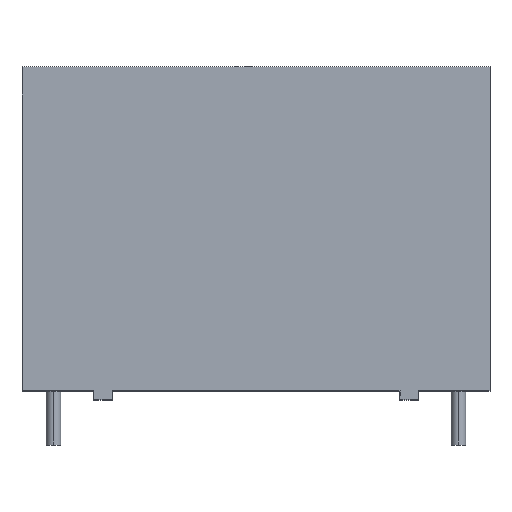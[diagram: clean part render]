
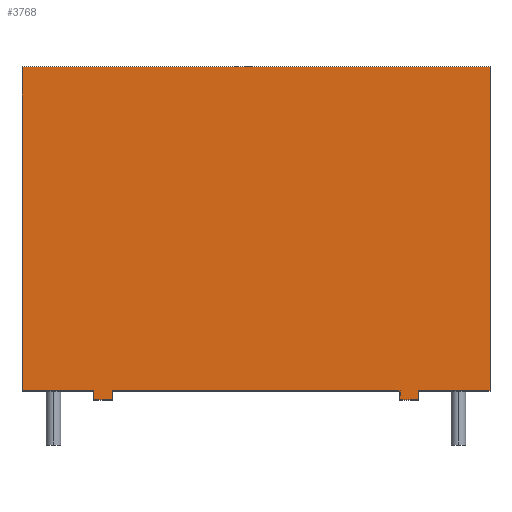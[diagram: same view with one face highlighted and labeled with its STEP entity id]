
A CAD part, top view. The second image highlights one B-rep face of the part: STEP entity #3768.
In plain terms, the highlighted planar face has unit normal (0, 0, 1).
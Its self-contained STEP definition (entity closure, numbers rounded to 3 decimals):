
#179 = ORIENTED_EDGE ( 'NONE', *, *, #3808, .F. ) ;
#654 = CARTESIAN_POINT ( 'NONE',  ( -8., 0., 5. ) ) ;
#657 = CARTESIAN_POINT ( 'NONE',  ( 9., 0.5, 5. ) ) ;
#660 = CARTESIAN_POINT ( 'NONE',  ( -9., 0., 5. ) ) ;
#662 = CARTESIAN_POINT ( 'NONE',  ( 13., 0.5, 5. ) ) ;
#663 = CARTESIAN_POINT ( 'NONE',  ( -13., 0.5, 5. ) ) ;
#664 = CARTESIAN_POINT ( 'NONE',  ( 8., 0.5, 5. ) ) ;
#666 = CARTESIAN_POINT ( 'NONE',  ( 13., 18.5, 5. ) ) ;
#668 = CARTESIAN_POINT ( 'NONE',  ( -8., 0.5, 5. ) ) ;
#669 = CARTESIAN_POINT ( 'NONE',  ( 8., 0., 5. ) ) ;
#671 = CARTESIAN_POINT ( 'NONE',  ( 9., 0., 5. ) ) ;
#677 = CARTESIAN_POINT ( 'NONE',  ( -13., 18.5, 5. ) ) ;
#705 = VERTEX_POINT ( 'NONE', #5199 ) ;
#711 = VERTEX_POINT ( 'NONE', #677 ) ;
#715 = VERTEX_POINT ( 'NONE', #671 ) ;
#717 = VERTEX_POINT ( 'NONE', #669 ) ;
#720 = VERTEX_POINT ( 'NONE', #666 ) ;
#722 = VERTEX_POINT ( 'NONE', #664 ) ;
#723 = VERTEX_POINT ( 'NONE', #663 ) ;
#724 = VERTEX_POINT ( 'NONE', #662 ) ;
#726 = VERTEX_POINT ( 'NONE', #668 ) ;
#727 = VERTEX_POINT ( 'NONE', #660 ) ;
#730 = VERTEX_POINT ( 'NONE', #657 ) ;
#733 = VERTEX_POINT ( 'NONE', #654 ) ;
#971 = ORIENTED_EDGE ( 'NONE', *, *, #3785, .F. ) ;
#1053 = ORIENTED_EDGE ( 'NONE', *, *, #3855, .F. ) ;
#1054 = ORIENTED_EDGE ( 'NONE', *, *, #3755, .F. ) ;
#3105 = LINE ( 'NONE', #3108, #8535 ) ;
#3108 = CARTESIAN_POINT ( 'NONE',  ( -13., 0.5, 5. ) ) ;
#3109 = DIRECTION ( 'NONE',  ( -1., 0., 0. ) ) ;
#3750 = EDGE_CURVE ( 'NONE', #723, #711, #3906, .T. ) ;
#3751 = EDGE_CURVE ( 'NONE', #726, #733, #3904, .T. ) ;
#3755 = EDGE_CURVE ( 'NONE', #717, #722, #5974, .T. ) ;
#3767 = EDGE_CURVE ( 'NONE', #730, #715, #6033, .T. ) ;
#3768 = ADVANCED_FACE ( 'NONE', ( #6049 ), #6053, .F. ) ;
#3775 = EDGE_CURVE ( 'NONE', #720, #724, #6142, .T. ) ;
#3785 = EDGE_CURVE ( 'NONE', #715, #717, #6203, .T. ) ;
#3808 = EDGE_CURVE ( 'NONE', #733, #727, #11059, .T. ) ;
#3818 = EDGE_CURVE ( 'NONE', #727, #705, #11168, .T. ) ;
#3823 = EDGE_CURVE ( 'NONE', #711, #720, #11192, .T. ) ;
#3831 = EDGE_CURVE ( 'NONE', #705, #723, #11245, .T. ) ;
#3833 = EDGE_CURVE ( 'NONE', #724, #730, #11243, .T. ) ;
#3855 = EDGE_CURVE ( 'NONE', #722, #726, #3105, .T. ) ;
#3887 = DIRECTION ( 'NONE',  ( 0., -1., 0. ) ) ;
#3892 = CARTESIAN_POINT ( 'NONE',  ( -8., 18.5, 5. ) ) ;
#3893 = DIRECTION ( 'NONE',  ( 0., 1., 0. ) ) ;
#3904 = LINE ( 'NONE', #3892, #7001 ) ;
#3906 = LINE ( 'NONE', #3923, #7003 ) ;
#3923 = CARTESIAN_POINT ( 'NONE',  ( -13., 18.5, 5. ) ) ;
#4235 = ORIENTED_EDGE ( 'NONE', *, *, #3833, .F. ) ;
#4237 = ORIENTED_EDGE ( 'NONE', *, *, #3775, .F. ) ;
#4242 = ORIENTED_EDGE ( 'NONE', *, *, #3831, .F. ) ;
#4244 = ORIENTED_EDGE ( 'NONE', *, *, #3818, .F. ) ;
#4250 = ORIENTED_EDGE ( 'NONE', *, *, #3750, .F. ) ;
#4253 = ORIENTED_EDGE ( 'NONE', *, *, #3823, .F. ) ;
#4255 = ORIENTED_EDGE ( 'NONE', *, *, #3751, .F. ) ;
#4269 = ORIENTED_EDGE ( 'NONE', *, *, #3767, .F. ) ;
#5107 = EDGE_LOOP ( 'NONE', ( #4235, #4237, #4253, #4250, #4242, #4244, #179, #4255, #1053, #1054, #971, #4269 ) ) ;
#5199 = CARTESIAN_POINT ( 'NONE',  ( -9., 0.5, 5. ) ) ;
#5974 = LINE ( 'NONE', #5975, #6991 ) ;
#5975 = CARTESIAN_POINT ( 'NONE',  ( 8., 18.5, 5. ) ) ;
#5976 = DIRECTION ( 'NONE',  ( 0., 1., 0. ) ) ;
#6033 = LINE ( 'NONE', #6050, #6960 ) ;
#6049 = FACE_OUTER_BOUND ( 'NONE', #5107, .T. ) ;
#6050 = CARTESIAN_POINT ( 'NONE',  ( 9., 18.5, 5. ) ) ;
#6051 = DIRECTION ( 'NONE',  ( 0., -1., 0. ) ) ;
#6053 = PLANE ( 'NONE',  #6944 ) ;
#6062 = CARTESIAN_POINT ( 'NONE',  ( -13., 18.5, 5. ) ) ;
#6063 = DIRECTION ( 'NONE',  ( 0., 0., -1. ) ) ;
#6064 = DIRECTION ( 'NONE',  ( -1., 0., 0. ) ) ;
#6142 = LINE ( 'NONE', #6143, #6926 ) ;
#6143 = CARTESIAN_POINT ( 'NONE',  ( 13., 18.5, 5. ) ) ;
#6144 = DIRECTION ( 'NONE',  ( 0., -1., 0. ) ) ;
#6203 = LINE ( 'NONE', #6205, #6903 ) ;
#6205 = CARTESIAN_POINT ( 'NONE',  ( -13., 0., 5. ) ) ;
#6206 = DIRECTION ( 'NONE',  ( -1., 0., 0. ) ) ;
#6903 = VECTOR ( 'NONE', #6206, 1000. ) ;
#6926 = VECTOR ( 'NONE', #6144, 1000. ) ;
#6944 = AXIS2_PLACEMENT_3D ( 'NONE', #6062, #6063, #6064 ) ;
#6960 = VECTOR ( 'NONE', #6051, 1000. ) ;
#6991 = VECTOR ( 'NONE', #5976, 1000. ) ;
#7001 = VECTOR ( 'NONE', #3887, 1000. ) ;
#7003 = VECTOR ( 'NONE', #3893, 1000. ) ;
#8535 = VECTOR ( 'NONE', #3109, 1000. ) ;
#8538 = VECTOR ( 'NONE', #11061, 1000. ) ;
#8629 = VECTOR ( 'NONE', #11247, 1000. ) ;
#8632 = VECTOR ( 'NONE', #11252, 1000. ) ;
#8648 = VECTOR ( 'NONE', #11194, 1000. ) ;
#8660 = VECTOR ( 'NONE', #11170, 1000. ) ;
#11059 = LINE ( 'NONE', #11060, #8538 ) ;
#11060 = CARTESIAN_POINT ( 'NONE',  ( -13., 0., 5. ) ) ;
#11061 = DIRECTION ( 'NONE',  ( -1., 0., 0. ) ) ;
#11168 = LINE ( 'NONE', #11169, #8660 ) ;
#11169 = CARTESIAN_POINT ( 'NONE',  ( -9., 18.5, 5. ) ) ;
#11170 = DIRECTION ( 'NONE',  ( 0., 1., 0. ) ) ;
#11192 = LINE ( 'NONE', #11193, #8648 ) ;
#11193 = CARTESIAN_POINT ( 'NONE',  ( -13., 18.5, 5. ) ) ;
#11194 = DIRECTION ( 'NONE',  ( 1., 0., 0. ) ) ;
#11243 = LINE ( 'NONE', #11251, #8632 ) ;
#11245 = LINE ( 'NONE', #11246, #8629 ) ;
#11246 = CARTESIAN_POINT ( 'NONE',  ( -13., 0.5, 5. ) ) ;
#11247 = DIRECTION ( 'NONE',  ( -1., 0., 0. ) ) ;
#11251 = CARTESIAN_POINT ( 'NONE',  ( -13., 0.5, 5. ) ) ;
#11252 = DIRECTION ( 'NONE',  ( -1., 0., 0. ) ) ;
